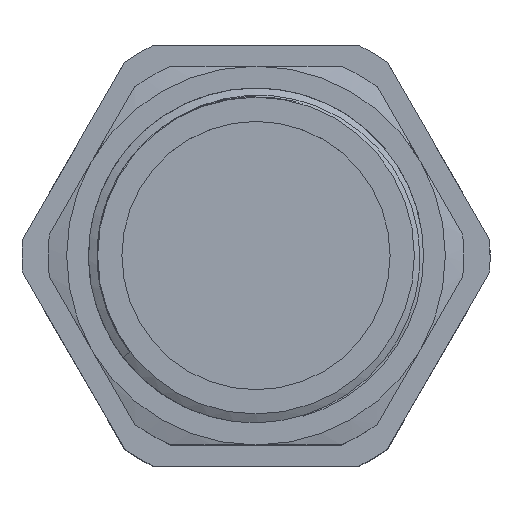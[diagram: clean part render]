
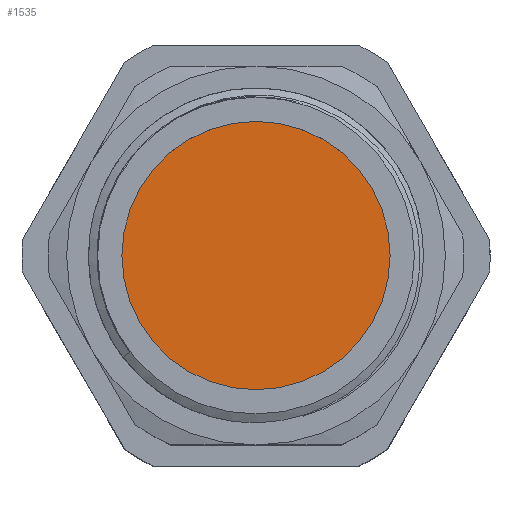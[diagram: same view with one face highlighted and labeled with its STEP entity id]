
A CAD part, top view. The second image highlights one B-rep face of the part: STEP entity #1535.
In plain terms, the highlighted planar face has unit normal (0, 0, 1).
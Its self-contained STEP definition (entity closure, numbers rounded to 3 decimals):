
#83=PLANE('',#1710);
#164=FACE_OUTER_BOUND('',#268,.T.);
#268=EDGE_LOOP('',(#1309));
#359=CIRCLE('',#1709,12.75);
#704=VERTEX_POINT('',#5606);
#914=EDGE_CURVE('',#704,#704,#359,.T.);
#1309=ORIENTED_EDGE('',*,*,#914,.F.);
#1535=ADVANCED_FACE('',(#164),#83,.T.);
#1709=AXIS2_PLACEMENT_3D('',#5607,#2066,#2067);
#1710=AXIS2_PLACEMENT_3D('',#5609,#2069,#2070);
#2066=DIRECTION('center_axis',(0.,0.,-1.));
#2067=DIRECTION('ref_axis',(-1.,0.,0.));
#2069=DIRECTION('center_axis',(0.,0.,1.));
#2070=DIRECTION('ref_axis',(-1.,0.,0.));
#5606=CARTESIAN_POINT('',(12.75,0.,-1.));
#5607=CARTESIAN_POINT('Origin',(0.,0.,-1.));
#5609=CARTESIAN_POINT('Origin',(0.,0.,-1.));
